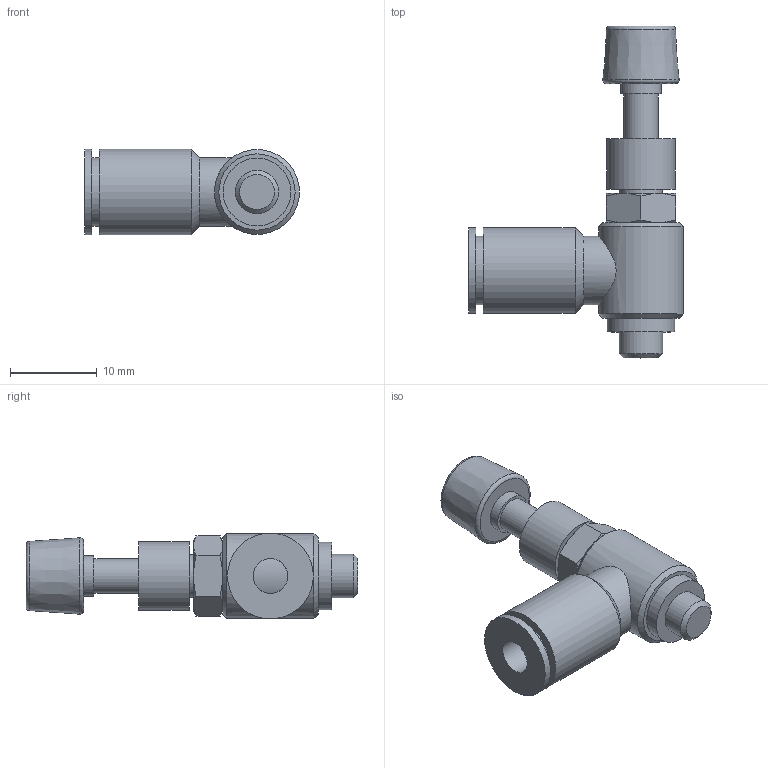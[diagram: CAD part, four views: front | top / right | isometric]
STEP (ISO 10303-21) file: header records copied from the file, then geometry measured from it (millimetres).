
FILE_DESCRIPTION(/* description */ ('STEP AP214'),/* implementation_level */ '2;1');
FILE_NAME(/* name */ '153498_LRLL-M5-QS-4',/* time_stamp */ '2024-08-23T22:07:17+02:00',/* author */ ('License CC BY-ND 4.0'),/* organization */ ('CADENAS'),/* preprocessor_version */ 'ST-DEVELOPER v19.3',/* originating_system */ 'PARTsolutions',/* authorisation */ ' ');
FILE_SCHEMA (('AUTOMOTIVE_DESIGN {1 0 10303 214 3 1 1}'));
Length unit declared in the file: millimetre
Products named in the file (1): 153498 LRLL-M5-QS-4---(0)
Bounding box: 24.8 x 38.3 x 9.9 mm (x, y, z)
Volume: 2795.1 mm3; surface area: 1952.5 mm2
Topology: 1 solids, 1 shells, 51 faces, 92 edges, 55 vertices
Faces by surface type: plane 19, cone 17, cylinder 13, torus 2
Full cylindrical faces by diameter (mm): 3.969 x1, 4 x1, 4.704 x1, 4.9 x1, 5 x1, 7.84 x1, 7.92 x1, 7.938 x1, 7.94 x1, 9.8 x1, 9.9 x2
Entity records: 1221 total; most frequent: CARTESIAN_POINT 283, DIRECTION 192, ORIENTED_EDGE 146, AXIS2_PLACEMENT_3D 93, EDGE_LOOP 82, FACE_BOUND 82, EDGE_CURVE 73, VERTEX_POINT 55
